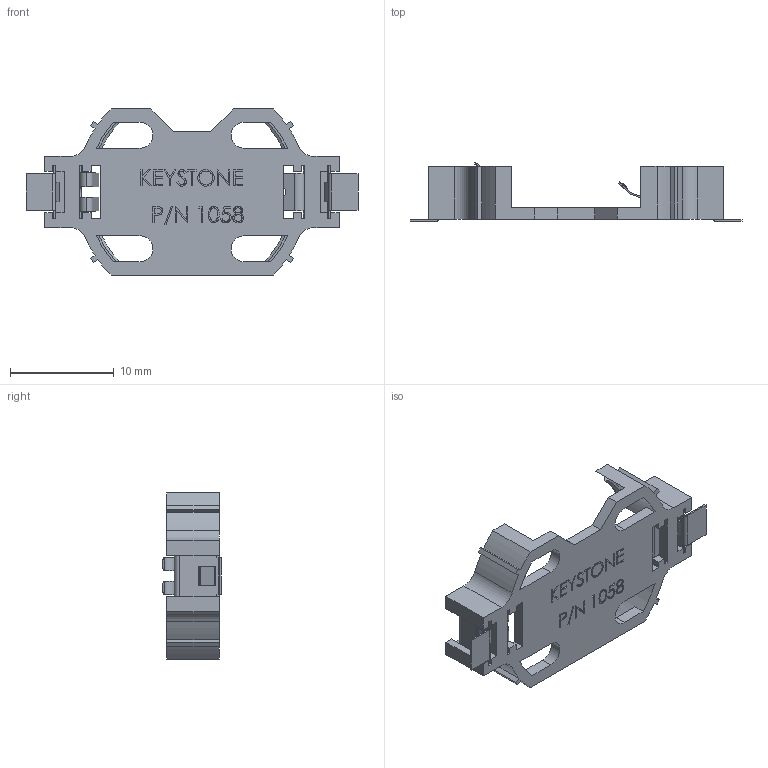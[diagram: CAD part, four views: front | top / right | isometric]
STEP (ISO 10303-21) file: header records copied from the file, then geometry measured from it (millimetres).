
FILE_DESCRIPTION (( 'STEP AP214' ), '1' );
FILE_NAME ('1058.STEP', '2013-05-31T19:39:09', ( 'Richard Maletta' ), ( '' ), 'SwSTEP 2.0', 'SolidWorks 2009', '' );
FILE_SCHEMA (( 'AUTOMOTIVE_DESIGN' ));
Length unit declared in the file: millimetre
Products named in the file (1): 1058
Bounding box: 31.99 x 5.63 x 16 mm (x, y, z)
Volume: 564.3 mm3; surface area: 1555 mm2
Topology: 3 solids, 3 shells, 525 faces, 1410 edges, 910 vertices
Faces by surface type: plane 363, bspline 71, cylinder 63, torus 12, cone 8, sphere 8
Entity records: 25940 total; most frequent: CARTESIAN_POINT 7386, ORIENTED_EDGE 2820, DIRECTION 2314, EDGE_CURVE 1410, VECTOR 1052, LINE 1052, VERTEX_POINT 910, AXIS2_PLACEMENT_3D 631
